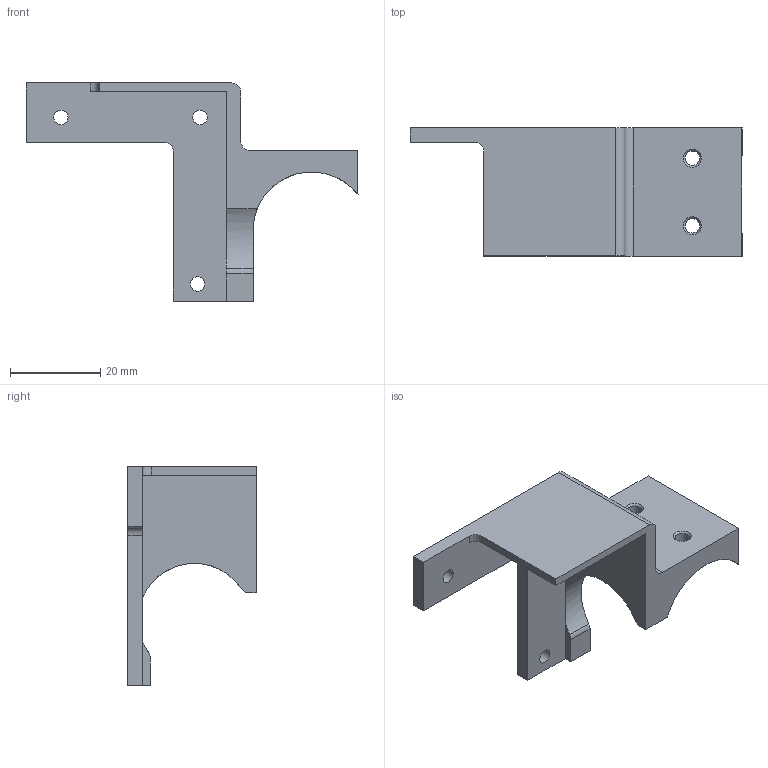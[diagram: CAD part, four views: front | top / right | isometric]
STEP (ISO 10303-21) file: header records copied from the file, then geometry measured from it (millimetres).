
FILE_DESCRIPTION(/* description */ (''),/* implementation_level */ '2;1');
FILE_NAME(/* name */ 'Titan_cover.stp',/* time_stamp */ '2018-09-14T13:10:32+02:00',/* author */ ('petrz'),/* organization */ (''),/* preprocessor_version */ 'ST-DEVELOPER v17',/* originating_system */ 'Autodesk Inventor 2019',/* authorisation */ '');
FILE_SCHEMA (('AUTOMOTIVE_DESIGN { 1 0 10303 214 3 1 1 }'));
Length unit declared in the file: millimetre
Products named in the file (1): fan mount
Bounding box: 73.68 x 28.45 x 48.4 mm (x, y, z)
Volume: 11922.1 mm3; surface area: 7937.7 mm2
Topology: 1 solids, 1 shells, 53 faces, 140 edges, 91 vertices
Faces by surface type: plane 33, cylinder 15, cone 5
Full cylindrical faces by diameter (mm): 3.2 x5
Entity records: 1746 total; most frequent: CARTESIAN_POINT 340, DIRECTION 286, ORIENTED_EDGE 280, EDGE_CURVE 140, AXIS2_PLACEMENT_3D 96, LINE 94, VECTOR 94, VERTEX_POINT 91
